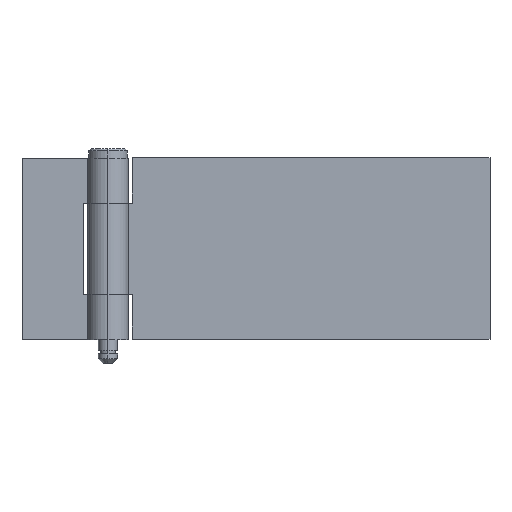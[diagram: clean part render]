
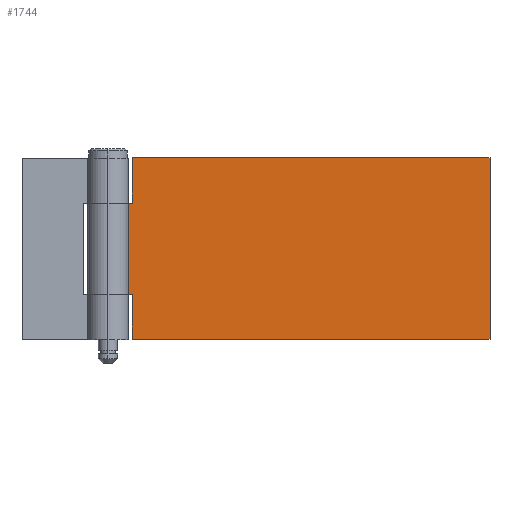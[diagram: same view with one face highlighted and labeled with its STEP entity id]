
A CAD part, top view. The second image highlights one B-rep face of the part: STEP entity #1744.
In plain terms, the highlighted face is planar.
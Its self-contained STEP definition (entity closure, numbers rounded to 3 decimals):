
#1039 = CARTESIAN_POINT ( 'NONE',  ( 80., 38., 2.25 ) ) ;
#1040 = DIRECTION ( 'NONE',  ( -1., 0., 0. ) ) ;
#1041 = VECTOR ( 'NONE', #1040, 1000. ) ;
#1042 = CARTESIAN_POINT ( 'NONE',  ( 80., 38., 2.25 ) ) ;
#1043 = LINE ( 'NONE', #1042, #1041 ) ;
#1044 = CARTESIAN_POINT ( 'NONE',  ( 5.1, 38., 2.25 ) ) ;
#1067 = CARTESIAN_POINT ( 'NONE',  ( 3.606, 28.65, 2.25 ) ) ;
#1074 = CARTESIAN_POINT ( 'NONE',  ( 3.606, 9.5, 2.25 ) ) ;
#1075 = DIRECTION ( 'NONE',  ( 0., -1., 0. ) ) ;
#1076 = VECTOR ( 'NONE', #1075, 1000. ) ;
#1077 = CARTESIAN_POINT ( 'NONE',  ( 3.606, 38., 2.25 ) ) ;
#1078 = LINE ( 'NONE', #1077, #1076 ) ;
#1083 = CARTESIAN_POINT ( 'NONE',  ( 5.1, 0., 2.25 ) ) ;
#1084 = DIRECTION ( 'NONE',  ( -1., 0., 0. ) ) ;
#1085 = VECTOR ( 'NONE', #1084, 1000. ) ;
#1086 = CARTESIAN_POINT ( 'NONE',  ( 80., 0., 2.25 ) ) ;
#1087 = LINE ( 'NONE', #1086, #1085 ) ;
#1098 = CARTESIAN_POINT ( 'NONE',  ( 80., 0., 2.25 ) ) ;
#1102 = DIRECTION ( 'NONE',  ( 0., 1., 0. ) ) ;
#1103 = VECTOR ( 'NONE', #1102, 1000. ) ;
#1104 = CARTESIAN_POINT ( 'NONE',  ( 5.1, 38., 2.25 ) ) ;
#1105 = LINE ( 'NONE', #1104, #1103 ) ;
#1135 = LINE ( 'NONE', #1185, #1184 ) ;
#1143 = CARTESIAN_POINT ( 'NONE',  ( 5.1, 9.5, 2.25 ) ) ;
#1144 = DIRECTION ( 'NONE',  ( 0., -1., 0. ) ) ;
#1145 = VECTOR ( 'NONE', #1144, 1000. ) ;
#1146 = CARTESIAN_POINT ( 'NONE',  ( 80., 38., 2.25 ) ) ;
#1147 = LINE ( 'NONE', #1146, #1145 ) ;
#1148 = DIRECTION ( 'NONE',  ( 1., 0., 0. ) ) ;
#1149 = VECTOR ( 'NONE', #1148, 1000. ) ;
#1150 = CARTESIAN_POINT ( 'NONE',  ( 80., 28.65, 2.25 ) ) ;
#1151 = LINE ( 'NONE', #1150, #1149 ) ;
#1152 = DIRECTION ( 'NONE',  ( 1., 0., 0. ) ) ;
#1153 = DIRECTION ( 'NONE',  ( 0., 0., 1. ) ) ;
#1154 = CARTESIAN_POINT ( 'NONE',  ( 80., 38., 2.25 ) ) ;
#1155 = AXIS2_PLACEMENT_3D ( 'NONE', #1154, #1153, #1152 ) ;
#1156 = PLANE ( 'NONE',  #1155 ) ;
#1157 = FACE_OUTER_BOUND ( 'NONE', #1748, .T. ) ;
#1162 = CARTESIAN_POINT ( 'NONE',  ( 5.1, 28.65, 2.25 ) ) ;
#1179 = DIRECTION ( 'NONE',  ( 0., 1., 0. ) ) ;
#1180 = VECTOR ( 'NONE', #1179, 1000. ) ;
#1181 = CARTESIAN_POINT ( 'NONE',  ( 5.1, 38., 2.25 ) ) ;
#1182 = LINE ( 'NONE', #1181, #1180 ) ;
#1183 = DIRECTION ( 'NONE',  ( -1., 0., 0. ) ) ;
#1184 = VECTOR ( 'NONE', #1183, 1000. ) ;
#1185 = CARTESIAN_POINT ( 'NONE',  ( 80., 9.5, 2.25 ) ) ;
#1692 = VERTEX_POINT ( 'NONE', #1067 ) ;
#1701 = VERTEX_POINT ( 'NONE', #1044 ) ;
#1702 = EDGE_CURVE ( 'NONE', #1703, #1701, #1043, .T. ) ;
#1703 = VERTEX_POINT ( 'NONE', #1039 ) ;
#1706 = VERTEX_POINT ( 'NONE', #1098 ) ;
#1714 = EDGE_CURVE ( 'NONE', #1706, #1715, #1087, .T. ) ;
#1715 = VERTEX_POINT ( 'NONE', #1083 ) ;
#1719 = EDGE_CURVE ( 'NONE', #1692, #1721, #1078, .T. ) ;
#1721 = VERTEX_POINT ( 'NONE', #1074 ) ;
#1736 = EDGE_CURVE ( 'NONE', #1739, #1701, #1105, .T. ) ;
#1737 = ORIENTED_EDGE ( 'NONE', *, *, #1702, .F. ) ;
#1739 = VERTEX_POINT ( 'NONE', #1162 ) ;
#1742 = ORIENTED_EDGE ( 'NONE', *, *, #1736, .T. ) ;
#1744 = ADVANCED_FACE ( 'NONE', ( #1157 ), #1156, .F. ) ;
#1745 = ORIENTED_EDGE ( 'NONE', *, *, #1746, .T. ) ;
#1746 = EDGE_CURVE ( 'NONE', #1692, #1739, #1151, .T. ) ;
#1748 = EDGE_LOOP ( 'NONE', ( #1745, #1742, #1737, #1760, #1763, #1762, #1749, #1750 ) ) ;
#1749 = ORIENTED_EDGE ( 'NONE', *, *, #1759, .T. ) ;
#1750 = ORIENTED_EDGE ( 'NONE', *, *, #1719, .F. ) ;
#1751 = EDGE_CURVE ( 'NONE', #1703, #1706, #1147, .T. ) ;
#1752 = VERTEX_POINT ( 'NONE', #1143 ) ;
#1759 = EDGE_CURVE ( 'NONE', #1752, #1721, #1135, .T. ) ;
#1760 = ORIENTED_EDGE ( 'NONE', *, *, #1751, .T. ) ;
#1761 = EDGE_CURVE ( 'NONE', #1715, #1752, #1182, .T. ) ;
#1762 = ORIENTED_EDGE ( 'NONE', *, *, #1761, .T. ) ;
#1763 = ORIENTED_EDGE ( 'NONE', *, *, #1714, .T. ) ;
